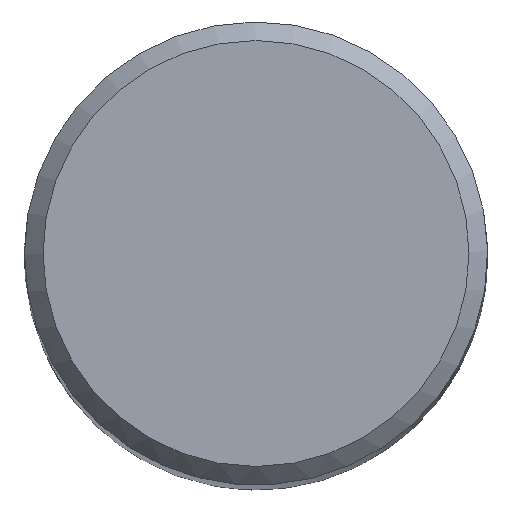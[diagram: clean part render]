
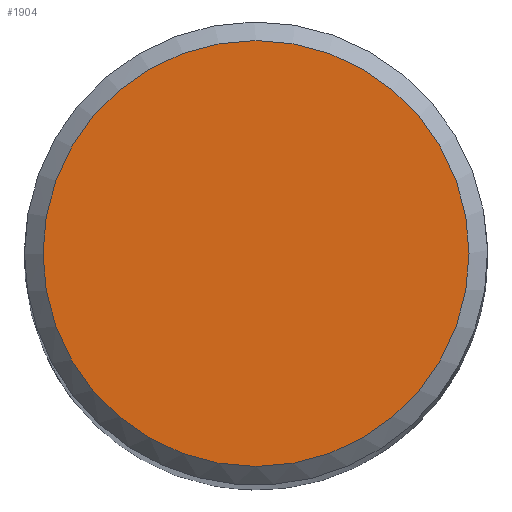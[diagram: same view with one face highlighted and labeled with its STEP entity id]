
A CAD part, top view. The second image highlights one B-rep face of the part: STEP entity #1904.
In plain terms, the highlighted planar face has unit normal (0, 0, 1).
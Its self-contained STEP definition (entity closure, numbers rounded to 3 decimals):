
#1331=PLANE('',#6075);
#1612=FACE_OUTER_BOUND('',#2361,.T.);
#1904=ADVANCED_FACE('',(#1612),#1331,.F.);
#2361=EDGE_LOOP('',(#2774));
#2774=ORIENTED_EDGE('',*,*,#5061,.T.);
#4476=VERTEX_POINT('',#8420);
#5061=EDGE_CURVE('',#4476,#4476,#5886,.T.);
#5886=CIRCLE('',#6074,11.495);
#6074=AXIS2_PLACEMENT_3D('',#8419,#6606,#6607);
#6075=AXIS2_PLACEMENT_3D('',#8421,#6608,#6609);
#6606=DIRECTION('',(0.,0.,1.));
#6607=DIRECTION('',(-1.,0.,0.));
#6608=DIRECTION('',(0.,0.,-1.));
#6609=DIRECTION('',(-1.,0.,0.));
#8419=CARTESIAN_POINT('',(0.,0.,57.));
#8420=CARTESIAN_POINT('',(-11.495,0.,57.));
#8421=CARTESIAN_POINT('',(0.,0.,57.));
